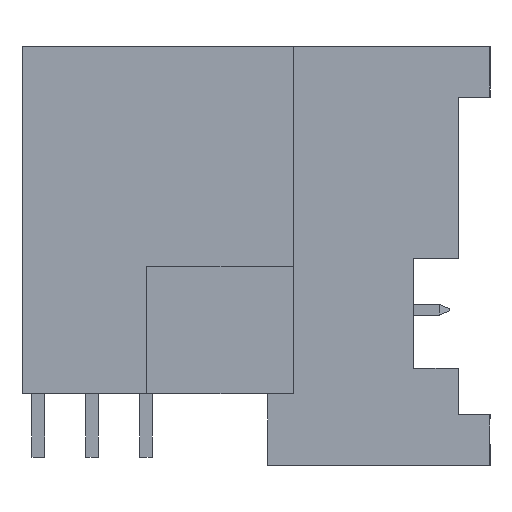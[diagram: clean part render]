
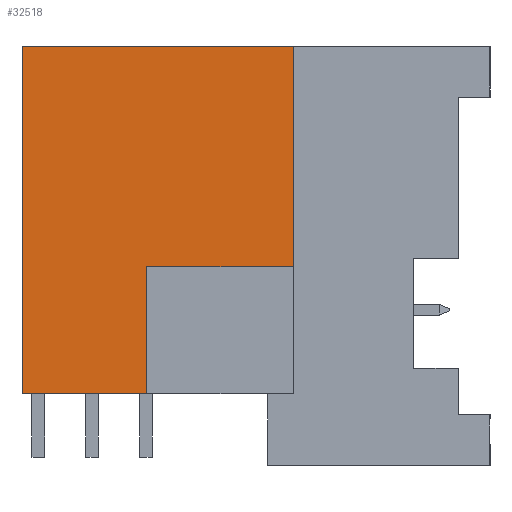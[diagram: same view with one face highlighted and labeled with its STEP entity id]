
A CAD part, front view. The second image highlights one B-rep face of the part: STEP entity #32518.
In plain terms, the highlighted free-form (B-spline) face has degree [1, 1] with [2, 2] control points.
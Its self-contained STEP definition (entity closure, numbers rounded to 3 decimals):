
#31347=CARTESIAN_POINT('',(5.75,-81.32,0.0));
#31348=VERTEX_POINT('',#31347);
#31355=CARTESIAN_POINT('',(-5.85,-81.32,0.0));
#31356=VERTEX_POINT('',#31355);
#31357=CARTESIAN_POINT('',(-5.85,-81.32,0.));
#31358=DIRECTION('',(1.0,0.0,0.0));
#31359=VECTOR('',#31358,11.6);
#31360=LINE('',#31357,#31359);
#31361=EDGE_CURVE('',#31356,#31348,#31360,.T.);
#32265=CARTESIAN_POINT('',(-5.85,-81.32,16.4));
#32266=VERTEX_POINT('',#32265);
#32273=CARTESIAN_POINT('',(6.95,-81.32,16.4));
#32274=VERTEX_POINT('',#32273);
#32275=CARTESIAN_POINT('',(-5.85,-81.32,16.4));
#32276=DIRECTION('',(1.0,0.0,0.0));
#32277=VECTOR('',#32276,12.8);
#32278=LINE('',#32275,#32277);
#32279=EDGE_CURVE('',#32266,#32274,#32278,.T.);
#32470=CARTESIAN_POINT('',(6.95,-81.32,0.));
#32471=VERTEX_POINT('',#32470);
#32487=CARTESIAN_POINT('',(6.95,-81.32,0.));
#32488=DIRECTION('',(0.0,0.0,1.0));
#32489=VECTOR('',#32488,16.4);
#32490=LINE('',#32487,#32489);
#32491=EDGE_CURVE('',#32471,#32274,#32490,.T.);
#32496=CARTESIAN_POINT('',(6.95,-81.32,0.0));
#32497=CARTESIAN_POINT('',(-5.85,-81.32,0.));
#32498=CARTESIAN_POINT('',(6.95,-81.32,16.4));
#32499=CARTESIAN_POINT('',(-5.85,-81.32,16.4));
#32500=B_SPLINE_SURFACE_WITH_KNOTS('',1,1,((#32496,#32498),(#32497,#32499)),.UNSPECIFIED.,.F.,.F.,.U.,(2,2),(2,2),(0.0,12.8),(0.0,16.4),.UNSPECIFIED.);
#32501=CARTESIAN_POINT('',(-5.85,-81.32,0.0));
#32502=DIRECTION('',(0.0,0.0,1.0));
#32503=VECTOR('',#32502,16.4);
#32504=LINE('',#32501,#32503);
#32505=EDGE_CURVE('',#31356,#32266,#32504,.T.);
#32506=ORIENTED_EDGE('',*,*,#32505,.F.);
#32507=ORIENTED_EDGE('',*,*,#31361,.T.);
#32508=CARTESIAN_POINT('',(5.75,-81.32,0.));
#32509=DIRECTION('',(1.0,0.0,0.0));
#32510=VECTOR('',#32509,1.2);
#32511=LINE('',#32508,#32510);
#32512=EDGE_CURVE('',#31348,#32471,#32511,.T.);
#32513=ORIENTED_EDGE('',*,*,#32512,.T.);
#32514=ORIENTED_EDGE('',*,*,#32491,.T.);
#32515=ORIENTED_EDGE('',*,*,#32279,.F.);
#32516=EDGE_LOOP('',(#32506,#32507,#32513,#32514,#32515));
#32517=FACE_OUTER_BOUND('',#32516,.T.);
#32518=ADVANCED_FACE('',(#32517),#32500,.F.);
